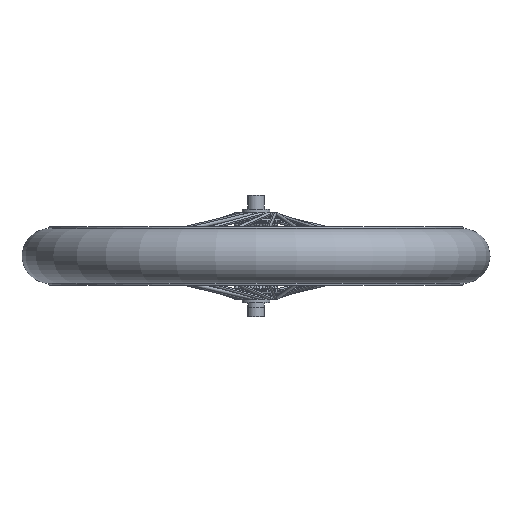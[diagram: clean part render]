
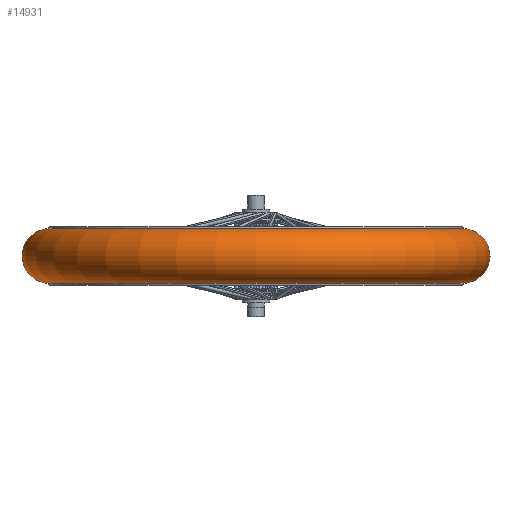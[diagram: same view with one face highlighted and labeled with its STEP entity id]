
A CAD part, front view. The second image highlights one B-rep face of the part: STEP entity #14931.
In plain terms, the highlighted toroidal (fillet/blend) face has major radius 170.255 mm and minor radius 22.5 mm.
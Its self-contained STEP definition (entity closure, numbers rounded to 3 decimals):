
#351 = CARTESIAN_POINT ( 'NONE',  ( 0., 0., -22.5 ) ) ;
#527 = DIRECTION ( 'NONE',  ( 0., -1., 0. ) ) ;
#1258 = EDGE_CURVE ( 'NONE', #6271, #5624, #2073, .T. ) ;
#1538 = CARTESIAN_POINT ( 'NONE',  ( 0., 0., 0. ) ) ;
#1624 = CARTESIAN_POINT ( 'NONE',  ( -170.255, 0., 0. ) ) ;
#1730 = AXIS2_PLACEMENT_3D ( 'NONE', #6733, #527, #5193 ) ;
#1870 = ORIENTED_EDGE ( 'NONE', *, *, #11348, .F. ) ;
#2073 = CIRCLE ( 'NONE', #2809, 170.255 ) ;
#2160 = EDGE_CURVE ( 'NONE', #5624, #13079, #10549, .T. ) ;
#2809 = AXIS2_PLACEMENT_3D ( 'NONE', #351, #5012, #13198 ) ;
#3046 = VERTEX_POINT ( 'NONE', #11274 ) ;
#4747 = AXIS2_PLACEMENT_3D ( 'NONE', #1624, #10048, #11202 ) ;
#5012 = DIRECTION ( 'NONE',  ( 0., 0., 1. ) ) ;
#5193 = DIRECTION ( 'NONE',  ( 0., 0., -1. ) ) ;
#5288 = CIRCLE ( 'NONE', #13829, 170.255 ) ;
#5624 = VERTEX_POINT ( 'NONE', #8056 ) ;
#5760 = CARTESIAN_POINT ( 'NONE',  ( 0., 0., 22.5 ) ) ;
#6271 = VERTEX_POINT ( 'NONE', #6651 ) ;
#6651 = CARTESIAN_POINT ( 'NONE',  ( -170.255, 0., -22.5 ) ) ;
#6733 = CARTESIAN_POINT ( 'NONE',  ( 170.255, 0., 0. ) ) ;
#6842 = DIRECTION ( 'NONE',  ( 1., 0., 0. ) ) ;
#8056 = CARTESIAN_POINT ( 'NONE',  ( 170.255, 0., -22.5 ) ) ;
#8069 = ORIENTED_EDGE ( 'NONE', *, *, #1258, .T. ) ;
#9448 = DIRECTION ( 'NONE',  ( 1., 0., 0. ) ) ;
#9947 = AXIS2_PLACEMENT_3D ( 'NONE', #1538, #13110, #9448 ) ;
#10048 = DIRECTION ( 'NONE',  ( 0., 1., 0. ) ) ;
#10050 = EDGE_LOOP ( 'NONE', ( #1870, #8069, #10627, #11799 ) ) ;
#10549 = CIRCLE ( 'NONE', #1730, 22.5 ) ;
#10627 = ORIENTED_EDGE ( 'NONE', *, *, #2160, .T. ) ;
#10928 = CARTESIAN_POINT ( 'NONE',  ( 170.255, 0., 22.5 ) ) ;
#11202 = DIRECTION ( 'NONE',  ( -1., 0., 0. ) ) ;
#11274 = CARTESIAN_POINT ( 'NONE',  ( -170.255, 0., 22.5 ) ) ;
#11348 = EDGE_CURVE ( 'NONE', #6271, #3046, #11824, .T. ) ;
#11567 = DIRECTION ( 'NONE',  ( 0., 0., 1. ) ) ;
#11799 = ORIENTED_EDGE ( 'NONE', *, *, #13656, .F. ) ;
#11824 = CIRCLE ( 'NONE', #4747, 22.5 ) ;
#12030 = FACE_OUTER_BOUND ( 'NONE', #10050, .T. ) ;
#12863 = TOROIDAL_SURFACE ( 'NONE', #9947, 170.255, 22.5 ) ;
#13079 = VERTEX_POINT ( 'NONE', #10928 ) ;
#13110 = DIRECTION ( 'NONE',  ( 0., 0., 1. ) ) ;
#13198 = DIRECTION ( 'NONE',  ( 1., 0., 0. ) ) ;
#13656 = EDGE_CURVE ( 'NONE', #3046, #13079, #5288, .T. ) ;
#13829 = AXIS2_PLACEMENT_3D ( 'NONE', #5760, #11567, #6842 ) ;
#14931 = ADVANCED_FACE ( 'NONE', ( #12030 ), #12863, .T. ) ;
